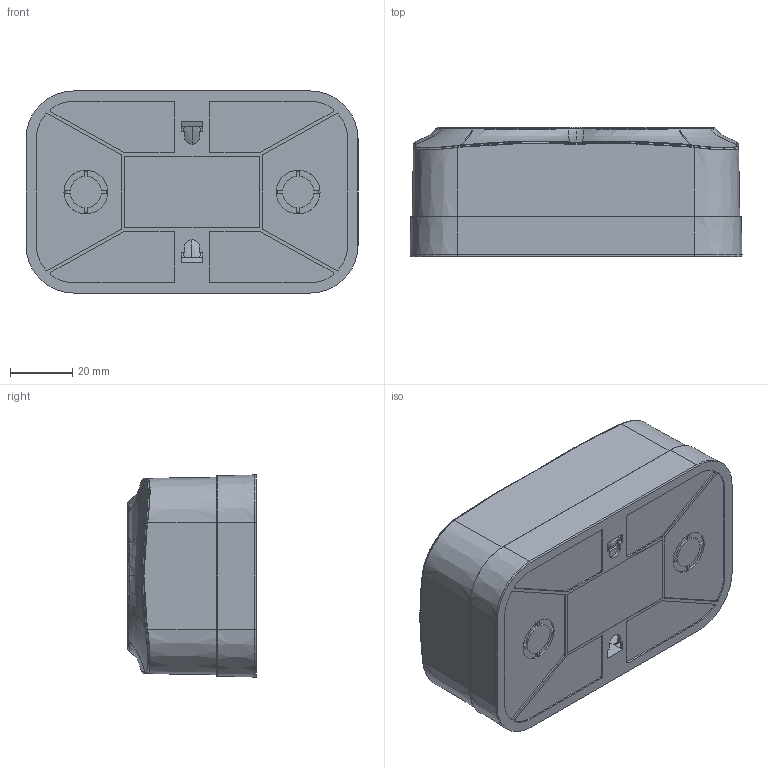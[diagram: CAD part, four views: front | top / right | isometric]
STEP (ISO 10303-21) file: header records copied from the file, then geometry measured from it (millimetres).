
FILE_DESCRIPTION (( 'STEP AP214' ), '1' );
FILE_NAME ('ERH24-K02-16_ERH21-K02-16(ðîçåòêà äâóõìåñò. ñ çåìëåé ñ_áåç øòîðîê).STEP', '2024-10-29T10:24:04', ( '' ), ( '' ), 'SwSTEP 2.0', 'SolidWorks 2022', '' );
FILE_SCHEMA (( 'AUTOMOTIVE_DESIGN' ));
Length unit declared in the file: millimetre
Products named in the file (4): ERH24-K02-16_ERH21-K02-16(розетка двухмест. с землей с_без шторок); 73F-6KMB-1_^73F-1 6__________.STEP; MANIFOLD_SOLID_BREP_371_^73F-1 6__________.STEP; MANIFOLD_SOLID_BREP_382_^73F-1 6__________.STEP
Assembly tree (3 placements, depth 2):
  ERH24-K02-16_ERH21-K02-16(розетка двухмест. с землей с_без шторок)
    MANIFOLD_SOLID_BREP_371_^73F-1 6__________.STEP
    MANIFOLD_SOLID_BREP_382_^73F-1 6__________.STEP
    73F-6KMB-1_^73F-1 6__________.STEP
Bounding box: 106.32 x 41.3 x 64.72 mm (x, y, z)
Volume: 36673.5 mm3; surface area: 64098.2 mm2
Topology: 3 solids, 3 shells, 1818 faces, 4682 edges, 2920 vertices
Faces by surface type: plane 740, bspline 440, cylinder 352, cone 152, torus 118, sphere 16
Entity records: 84567 total; most frequent: CARTESIAN_POINT 43764, ORIENTED_EDGE 9364, DIRECTION 7202, EDGE_CURVE 4682, VERTEX_POINT 2920, AXIS2_PLACEMENT_3D 2508, VECTOR 2186, LINE 2186
